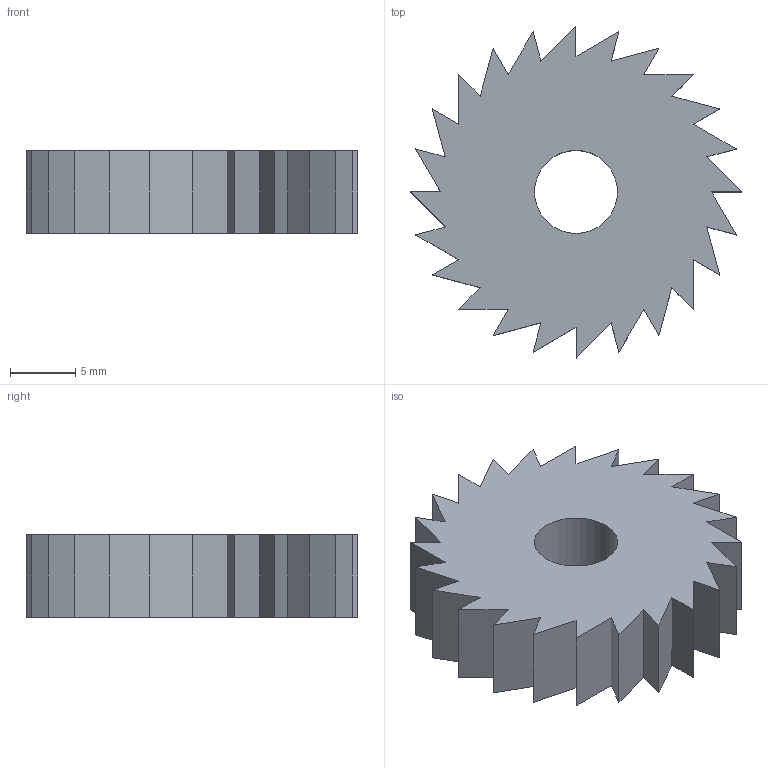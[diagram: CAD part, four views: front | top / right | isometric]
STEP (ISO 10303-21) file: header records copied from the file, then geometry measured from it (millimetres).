
FILE_DESCRIPTION (( 'STEP AP214' ), '1' );
FILE_NAME ('Rachet.step', '2023-06-15T00:35:02', ( '' ), ( '' ), 'SwSTEP 2.0', 'SolidWorks 2022', '' );
FILE_SCHEMA (( 'AUTOMOTIVE_DESIGN' ));
Length unit declared in the file: inch
Products named in the file (1): Rachet
Bounding box: 25.4 x 25.4 x 6.35 mm (x, y, z)
Volume: 2396.1 mm3; surface area: 1815 mm2
Topology: 1 solids, 1 shells, 52 faces, 150 edges, 100 vertices
Faces by surface type: plane 50, cylinder 2
Entity records: 1722 total; most frequent: CARTESIAN_POINT 303, ORIENTED_EDGE 300, DIRECTION 260, EDGE_CURVE 150, LINE 146, VECTOR 146, VERTEX_POINT 100, AXIS2_PLACEMENT_3D 57
